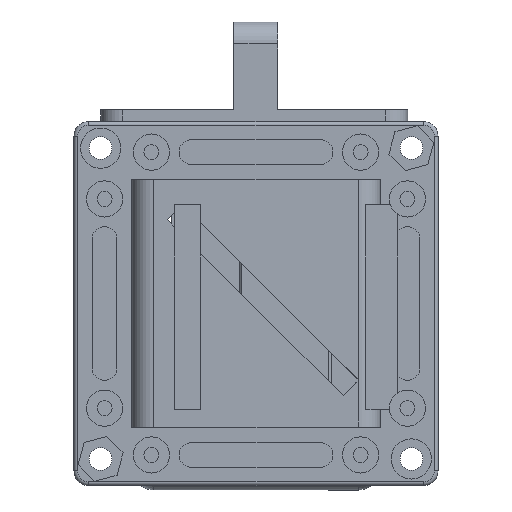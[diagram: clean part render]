
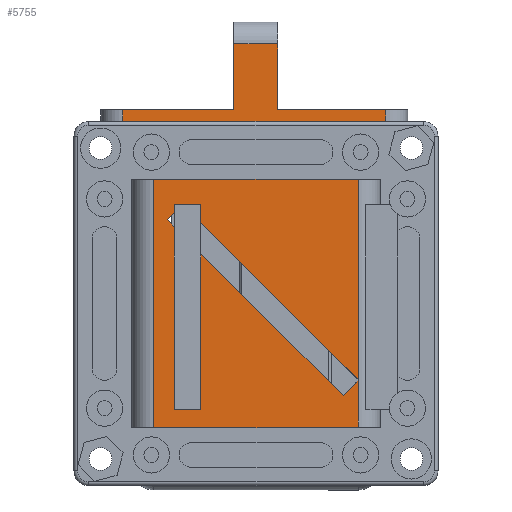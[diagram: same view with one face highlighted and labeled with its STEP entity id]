
A CAD part, front view. The second image highlights one B-rep face of the part: STEP entity #5755.
In plain terms, the highlighted face is planar.
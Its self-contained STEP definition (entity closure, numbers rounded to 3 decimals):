
#806=FACE_OUTER_BOUND('',#1159,.T.);
#1159=EDGE_LOOP('',(#5250,#5251,#5252,#5253,#5254,#5255,#5256,#5257,#5258,
#5259,#5260,#5261,#5262,#5263,#5264,#5265,#5266));
#1510=LINE('',#9422,#2040);
#1528=LINE('',#9475,#2058);
#1530=LINE('',#9480,#2060);
#1533=LINE('',#9488,#2063);
#1535=LINE('',#9497,#2065);
#1541=LINE('',#9515,#2071);
#1544=LINE('',#9522,#2074);
#1546=LINE('',#9537,#2076);
#1548=LINE('',#9540,#2078);
#1549=LINE('',#9549,#2079);
#1562=LINE('',#9635,#2092);
#1603=LINE('',#9875,#2133);
#1604=LINE('',#9877,#2134);
#1612=LINE('',#9901,#2142);
#1664=LINE('',#10133,#2194);
#1673=LINE('',#10166,#2203);
#1682=LINE('',#10183,#2212);
#2040=VECTOR('',#7501,10.);
#2058=VECTOR('',#7543,10.);
#2060=VECTOR('',#7547,10.);
#2063=VECTOR('',#7554,10.);
#2065=VECTOR('',#7562,10.);
#2071=VECTOR('',#7580,10.);
#2074=VECTOR('',#7587,10.);
#2076=VECTOR('',#7603,10.);
#2078=VECTOR('',#7605,10.);
#2079=VECTOR('',#7618,10.);
#2092=VECTOR('',#7665,10.);
#2133=VECTOR('',#7794,10.);
#2134=VECTOR('',#7797,10.);
#2142=VECTOR('',#7825,10.);
#2194=VECTOR('',#7971,10.);
#2203=VECTOR('',#8014,10.);
#2212=VECTOR('',#8033,10.);
#2578=VERTEX_POINT('',#9419);
#2579=VERTEX_POINT('',#9421);
#2601=VERTEX_POINT('',#9471);
#2602=VERTEX_POINT('',#9473);
#2603=VERTEX_POINT('',#9477);
#2607=VERTEX_POINT('',#9487);
#2610=VERTEX_POINT('',#9494);
#2611=VERTEX_POINT('',#9496);
#2617=VERTEX_POINT('',#9514);
#2619=VERTEX_POINT('',#9520);
#2623=VERTEX_POINT('',#9530);
#2625=VERTEX_POINT('',#9535);
#2626=VERTEX_POINT('',#9539);
#2627=VERTEX_POINT('',#9543);
#2695=VERTEX_POINT('',#9868);
#2698=VERTEX_POINT('',#9873);
#2764=VERTEX_POINT('',#10165);
#3300=EDGE_CURVE('',#2579,#2578,#1510,.T.);
#3327=EDGE_CURVE('',#2601,#2602,#1528,.T.);
#3329=EDGE_CURVE('',#2603,#2602,#1530,.T.);
#3333=EDGE_CURVE('',#2607,#2601,#1533,.T.);
#3337=EDGE_CURVE('',#2610,#2611,#1535,.T.);
#3346=EDGE_CURVE('',#2611,#2617,#1541,.T.);
#3350=EDGE_CURVE('',#2610,#2619,#1544,.T.);
#3357=EDGE_CURVE('',#2625,#2623,#1546,.T.);
#3359=EDGE_CURVE('',#2607,#2626,#1548,.T.);
#3364=EDGE_CURVE('',#2627,#2619,#1549,.T.);
#3388=EDGE_CURVE('',#2623,#2627,#1562,.T.);
#3461=EDGE_CURVE('',#2698,#2695,#1603,.T.);
#3462=EDGE_CURVE('',#2617,#2698,#1604,.T.);
#3474=EDGE_CURVE('',#2695,#2603,#1612,.T.);
#3561=EDGE_CURVE('',#2625,#2579,#1664,.T.);
#3579=EDGE_CURVE('',#2764,#2626,#1673,.T.);
#3589=EDGE_CURVE('',#2578,#2764,#1682,.T.);
#5250=ORIENTED_EDGE('',*,*,#3359,.F.);
#5251=ORIENTED_EDGE('',*,*,#3333,.T.);
#5252=ORIENTED_EDGE('',*,*,#3327,.T.);
#5253=ORIENTED_EDGE('',*,*,#3329,.F.);
#5254=ORIENTED_EDGE('',*,*,#3474,.F.);
#5255=ORIENTED_EDGE('',*,*,#3461,.F.);
#5256=ORIENTED_EDGE('',*,*,#3462,.F.);
#5257=ORIENTED_EDGE('',*,*,#3346,.F.);
#5258=ORIENTED_EDGE('',*,*,#3337,.F.);
#5259=ORIENTED_EDGE('',*,*,#3350,.T.);
#5260=ORIENTED_EDGE('',*,*,#3364,.F.);
#5261=ORIENTED_EDGE('',*,*,#3388,.F.);
#5262=ORIENTED_EDGE('',*,*,#3357,.F.);
#5263=ORIENTED_EDGE('',*,*,#3561,.T.);
#5264=ORIENTED_EDGE('',*,*,#3300,.T.);
#5265=ORIENTED_EDGE('',*,*,#3589,.T.);
#5266=ORIENTED_EDGE('',*,*,#3579,.T.);
#5455=PLANE('',#6408);
#5755=ADVANCED_FACE('',(#806),#5455,.T.);
#6408=AXIS2_PLACEMENT_3D('',#10218,#8088,#8089);
#7501=DIRECTION('',(-0.707,0.,-0.707));
#7543=DIRECTION('',(0.,0.,-1.));
#7547=DIRECTION('',(1.,0.,0.));
#7554=DIRECTION('',(1.,0.,0.));
#7562=DIRECTION('',(0.,0.,-1.));
#7580=DIRECTION('',(1.,0.,0.));
#7587=DIRECTION('',(1.,0.,0.));
#7603=DIRECTION('',(0.,0.,1.));
#7605=DIRECTION('',(0.,0.,1.));
#7618=DIRECTION('',(0.,0.,-1.));
#7665=DIRECTION('',(-1.,0.,0.));
#7794=DIRECTION('',(1.,0.,0.));
#7797=DIRECTION('',(0.,0.,-1.));
#7825=DIRECTION('',(0.,0.,1.));
#7971=DIRECTION('',(-0.707,0.,0.707));
#8014=DIRECTION('',(0.707,0.,0.707));
#8033=DIRECTION('',(0.707,0.,-0.707));
#8088=DIRECTION('center_axis',(0.,1.,0.));
#8089=DIRECTION('ref_axis',(-1.,0.,0.));
#9419=CARTESIAN_POINT('',(0.284,-46.839,-11.926));
#9421=CARTESIAN_POINT('',(24.325,-46.839,12.116));
#9422=CARTESIAN_POINT('',(10.533,-46.839,-1.677));
#9471=CARTESIAN_POINT('',(30.148,-46.839,-25.));
#9473=CARTESIAN_POINT('',(30.148,-46.839,-27.));
#9475=CARTESIAN_POINT('',(30.148,-46.839,-25.));
#9477=CARTESIAN_POINT('',(15.354,-46.839,-27.));
#9480=CARTESIAN_POINT('',(15.354,-46.839,-27.));
#9487=CARTESIAN_POINT('',(26.354,-46.839,-25.));
#9488=CARTESIAN_POINT('',(15.354,-46.839,-25.));
#9494=CARTESIAN_POINT('',(-5.852,-46.839,-25.));
#9496=CARTESIAN_POINT('',(-5.852,-46.839,-27.));
#9497=CARTESIAN_POINT('',(-5.852,-46.839,-25.));
#9514=CARTESIAN_POINT('',(9.354,-46.839,-27.));
#9515=CARTESIAN_POINT('',(-5.852,-46.839,-27.));
#9520=CARTESIAN_POINT('',(-1.546,-46.839,-25.));
#9522=CARTESIAN_POINT('',(-5.852,-46.839,-25.));
#9530=CARTESIAN_POINT('',(26.354,-46.839,22.));
#9535=CARTESIAN_POINT('',(26.354,-46.839,10.087));
#9537=CARTESIAN_POINT('',(26.354,-46.839,0.));
#9539=CARTESIAN_POINT('',(26.354,-46.839,9.902));
#9540=CARTESIAN_POINT('',(26.354,-46.839,0.));
#9543=CARTESIAN_POINT('',(-1.546,-46.839,22.));
#9549=CARTESIAN_POINT('',(-1.546,-46.839,0.));
#9635=CARTESIAN_POINT('',(20.879,-46.839,22.));
#9868=CARTESIAN_POINT('',(15.354,-46.839,-36.));
#9873=CARTESIAN_POINT('',(9.354,-46.839,-36.));
#9875=CARTESIAN_POINT('',(20.854,-46.839,-36.));
#9877=CARTESIAN_POINT('',(9.354,-46.839,-39.));
#9901=CARTESIAN_POINT('',(15.354,-46.839,-39.));
#10133=CARTESIAN_POINT('',(28.611,-46.839,7.83));
#10165=CARTESIAN_POINT('',(2.405,-46.839,-14.047));
#10166=CARTESIAN_POINT('',(24.675,-46.839,8.223));
#10183=CARTESIAN_POINT('',(5.63,-46.839,-17.273));
#10218=CARTESIAN_POINT('Origin',(29.354,-46.839,0.));
